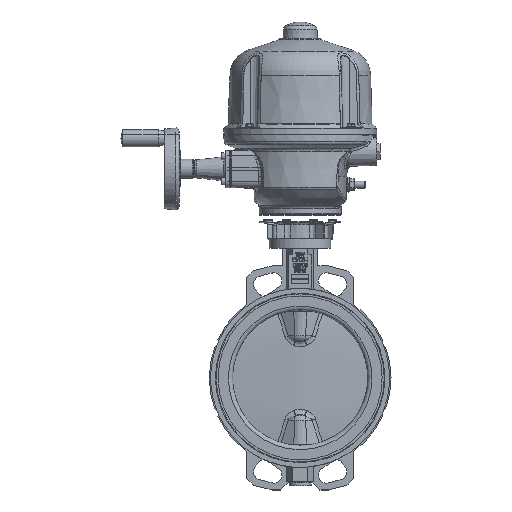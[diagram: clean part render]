
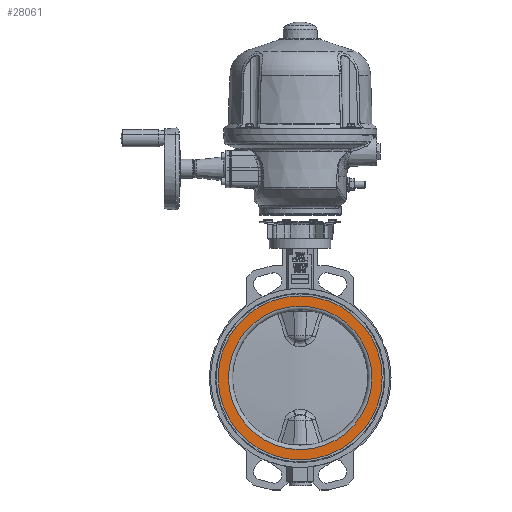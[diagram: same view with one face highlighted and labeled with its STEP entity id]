
A CAD part, top view. The second image highlights one B-rep face of the part: STEP entity #28061.
In plain terms, the highlighted planar face has unit normal (0, 0, 1).
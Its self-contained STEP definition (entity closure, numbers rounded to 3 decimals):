
#567=FACE_BOUND('',#4579,.T.);
#2818=FACE_OUTER_BOUND('',#4578,.T.);
#4578=EDGE_LOOP('',(#24312));
#4579=EDGE_LOOP('',(#24313));
#6117=CIRCLE('',#30634,105.);
#6118=CIRCLE('',#30636,120.);
#12953=VERTEX_POINT('',#74525);
#12954=VERTEX_POINT('',#74529);
#16692=EDGE_CURVE('',#12953,#12953,#6117,.T.);
#16693=EDGE_CURVE('',#12954,#12954,#6118,.T.);
#24312=ORIENTED_EDGE('',*,*,#16693,.T.);
#24313=ORIENTED_EDGE('',*,*,#16692,.F.);
#26551=PLANE('',#30784);
#28061=ADVANCED_FACE('',(#2818,#567),#26551,.F.);
#30634=AXIS2_PLACEMENT_3D('',#74527,#36665,#36666);
#30636=AXIS2_PLACEMENT_3D('',#74530,#36669,#36670);
#30784=AXIS2_PLACEMENT_3D('',#76382,#37243,#37244);
#36665=DIRECTION('center_axis',(0.,0.,1.));
#36666=DIRECTION('ref_axis',(1.,0.,0.));
#36669=DIRECTION('center_axis',(0.,0.,1.));
#36670=DIRECTION('ref_axis',(1.,0.,0.));
#37243=DIRECTION('center_axis',(0.,0.,-1.));
#37244=DIRECTION('ref_axis',(-1.,0.,0.));
#74525=CARTESIAN_POINT('',(-105.,0.,31.));
#74527=CARTESIAN_POINT('Origin',(0.,0.,31.));
#74529=CARTESIAN_POINT('',(-120.,0.,31.));
#74530=CARTESIAN_POINT('Origin',(0.,0.,31.));
#76382=CARTESIAN_POINT('Origin',(0.,105.,31.));
